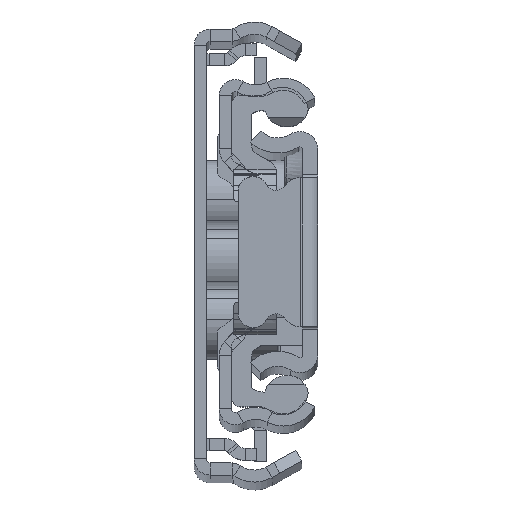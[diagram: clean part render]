
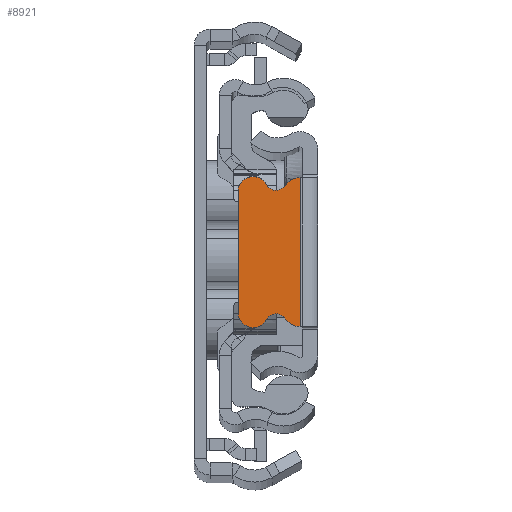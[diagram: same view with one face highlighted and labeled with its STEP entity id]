
A CAD part, top view. The second image highlights one B-rep face of the part: STEP entity #8921.
In plain terms, the highlighted planar face has unit normal (0, 0, 1).
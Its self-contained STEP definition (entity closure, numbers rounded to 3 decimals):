
#171 = CARTESIAN_POINT ( 'NONE',  ( -6.429, 6., 0. ) ) ;
#253 = ORIENTED_EDGE ( 'NONE', *, *, #5643, .T. ) ;
#290 = ORIENTED_EDGE ( 'NONE', *, *, #26503, .T. ) ;
#562 = DIRECTION ( 'NONE',  ( 1., 0., 0. ) ) ;
#723 = AXIS2_PLACEMENT_3D ( 'NONE', #17870, #9933, #10191 ) ;
#1806 = PLANE ( 'NONE',  #11016 ) ;
#2353 = VERTEX_POINT ( 'NONE', #18603 ) ;
#2445 = DIRECTION ( 'NONE',  ( 0., -1., 0. ) ) ;
#2530 = AXIS2_PLACEMENT_3D ( 'NONE', #20856, #10504, #562 ) ;
#2756 = ORIENTED_EDGE ( 'NONE', *, *, #9591, .F. ) ;
#3576 = CARTESIAN_POINT ( 'NONE',  ( -7.929, -6., 0. ) ) ;
#3923 = CARTESIAN_POINT ( 'NONE',  ( -7.929, 6., 0. ) ) ;
#4773 = CIRCLE ( 'NONE', #19787, 1.5 ) ;
#5582 = CARTESIAN_POINT ( 'NONE',  ( -3.206, -6.658, 0. ) ) ;
#5643 = EDGE_CURVE ( 'NONE', #11503, #7235, #14914, .T. ) ;
#5716 = CARTESIAN_POINT ( 'NONE',  ( -3.206, 6.658, 0. ) ) ;
#5832 = CARTESIAN_POINT ( 'NONE',  ( -5.109, -6.713, 0. ) ) ;
#5860 = ORIENTED_EDGE ( 'NONE', *, *, #17162, .T. ) ;
#6249 = DIRECTION ( 'NONE',  ( 0., 0., 1. ) ) ;
#6380 = DIRECTION ( 'NONE',  ( -1., 0., 0. ) ) ;
#6491 = EDGE_CURVE ( 'NONE', #24107, #11374, #13576, .T. ) ;
#7062 = CARTESIAN_POINT ( 'NONE',  ( -4.142, -7.236, 0. ) ) ;
#7127 = AXIS2_PLACEMENT_3D ( 'NONE', #7062, #25045, #15237 ) ;
#7235 = VERTEX_POINT ( 'NONE', #15171 ) ;
#7237 = DIRECTION ( 'NONE',  ( 0., -1., 0. ) ) ;
#7555 = CARTESIAN_POINT ( 'NONE',  ( -1.929, 7.37, 0. ) ) ;
#8582 = CARTESIAN_POINT ( 'NONE',  ( -1.75, -7.37, 0. ) ) ;
#8881 = CIRCLE ( 'NONE', #723, 1.5 ) ;
#8921 = ADVANCED_FACE ( 'NONE', ( #20215 ), #1806, .T. ) ;
#9418 = LINE ( 'NONE', #17198, #16056 ) ;
#9419 = ORIENTED_EDGE ( 'NONE', *, *, #23315, .T. ) ;
#9591 = EDGE_CURVE ( 'NONE', #16776, #15722, #9418, .T. ) ;
#9933 = DIRECTION ( 'NONE',  ( 0., 0., 1. ) ) ;
#9993 = CARTESIAN_POINT ( 'NONE',  ( 444.071, 0., 0. ) ) ;
#10191 = DIRECTION ( 'NONE',  ( -1., 0., 0. ) ) ;
#10462 = EDGE_CURVE ( 'NONE', #14255, #16776, #14410, .T. ) ;
#10504 = DIRECTION ( 'NONE',  ( 0., 0., -1. ) ) ;
#10727 = CARTESIAN_POINT ( 'NONE',  ( -1.75, 7.37, 0. ) ) ;
#11016 = AXIS2_PLACEMENT_3D ( 'NONE', #9993, #18193, #14186 ) ;
#11239 = AXIS2_PLACEMENT_3D ( 'NONE', #14677, #12678, #23142 ) ;
#11374 = VERTEX_POINT ( 'NONE', #5582 ) ;
#11436 = LINE ( 'NONE', #7555, #11960 ) ;
#11503 = VERTEX_POINT ( 'NONE', #5716 ) ;
#11960 = VECTOR ( 'NONE', #25524, 1000. ) ;
#11992 = CIRCLE ( 'NONE', #14993, 1.5 ) ;
#12678 = DIRECTION ( 'NONE',  ( 0., 0., 1. ) ) ;
#12860 = DIRECTION ( 'NONE',  ( 1., 0., 0. ) ) ;
#13576 = CIRCLE ( 'NONE', #7127, 1.1 ) ;
#14186 = DIRECTION ( 'NONE',  ( 1., 0., 0. ) ) ;
#14255 = VERTEX_POINT ( 'NONE', #10727 ) ;
#14410 = LINE ( 'NONE', #16553, #14718 ) ;
#14664 = ORIENTED_EDGE ( 'NONE', *, *, #24353, .F. ) ;
#14677 = CARTESIAN_POINT ( 'NONE',  ( -6.429, -6., 0. ) ) ;
#14712 = EDGE_CURVE ( 'NONE', #11374, #15722, #11992, .T. ) ;
#14718 = VECTOR ( 'NONE', #2445, 1000. ) ;
#14914 = CIRCLE ( 'NONE', #2530, 1.1 ) ;
#14993 = AXIS2_PLACEMENT_3D ( 'NONE', #24661, #17000, #12860 ) ;
#15171 = CARTESIAN_POINT ( 'NONE',  ( -5.109, 6.713, 0. ) ) ;
#15237 = DIRECTION ( 'NONE',  ( -1., 0., 0. ) ) ;
#15251 = EDGE_LOOP ( 'NONE', ( #17379, #14664, #9419, #253, #290, #20639, #5860, #20076, #17487, #2756 ) ) ;
#15722 = VERTEX_POINT ( 'NONE', #21557 ) ;
#16056 = VECTOR ( 'NONE', #17603, 1000. ) ;
#16553 = CARTESIAN_POINT ( 'NONE',  ( -1.75, 0., 0. ) ) ;
#16776 = VERTEX_POINT ( 'NONE', #8582 ) ;
#17000 = DIRECTION ( 'NONE',  ( 0., 0., 1. ) ) ;
#17162 = EDGE_CURVE ( 'NONE', #25415, #24107, #21103, .T. ) ;
#17198 = CARTESIAN_POINT ( 'NONE',  ( -1.929, -7.37, 0. ) ) ;
#17379 = ORIENTED_EDGE ( 'NONE', *, *, #10462, .F. ) ;
#17418 = LINE ( 'NONE', #25614, #19540 ) ;
#17487 = ORIENTED_EDGE ( 'NONE', *, *, #14712, .T. ) ;
#17595 = VERTEX_POINT ( 'NONE', #3923 ) ;
#17603 = DIRECTION ( 'NONE',  ( -1., 0., 0. ) ) ;
#17870 = CARTESIAN_POINT ( 'NONE',  ( -1.929, 5.87, 0. ) ) ;
#18193 = DIRECTION ( 'NONE',  ( 0., 0., 1. ) ) ;
#18603 = CARTESIAN_POINT ( 'NONE',  ( -1.929, 7.37, 0. ) ) ;
#19540 = VECTOR ( 'NONE', #7237, 1000. ) ;
#19787 = AXIS2_PLACEMENT_3D ( 'NONE', #171, #6249, #6380 ) ;
#20076 = ORIENTED_EDGE ( 'NONE', *, *, #6491, .T. ) ;
#20215 = FACE_OUTER_BOUND ( 'NONE', #15251, .T. ) ;
#20639 = ORIENTED_EDGE ( 'NONE', *, *, #21391, .T. ) ;
#20856 = CARTESIAN_POINT ( 'NONE',  ( -4.142, 7.236, 0. ) ) ;
#21103 = CIRCLE ( 'NONE', #11239, 1.5 ) ;
#21391 = EDGE_CURVE ( 'NONE', #17595, #25415, #17418, .T. ) ;
#21557 = CARTESIAN_POINT ( 'NONE',  ( -1.929, -7.37, 0. ) ) ;
#23142 = DIRECTION ( 'NONE',  ( 1., 0., 0. ) ) ;
#23315 = EDGE_CURVE ( 'NONE', #2353, #11503, #8881, .T. ) ;
#24107 = VERTEX_POINT ( 'NONE', #5832 ) ;
#24353 = EDGE_CURVE ( 'NONE', #2353, #14255, #11436, .T. ) ;
#24661 = CARTESIAN_POINT ( 'NONE',  ( -1.929, -5.87, 0. ) ) ;
#25045 = DIRECTION ( 'NONE',  ( 0., 0., -1. ) ) ;
#25415 = VERTEX_POINT ( 'NONE', #3576 ) ;
#25524 = DIRECTION ( 'NONE',  ( 1., 0., 0. ) ) ;
#25614 = CARTESIAN_POINT ( 'NONE',  ( -7.929, -6., 0. ) ) ;
#26503 = EDGE_CURVE ( 'NONE', #7235, #17595, #4773, .T. ) ;
